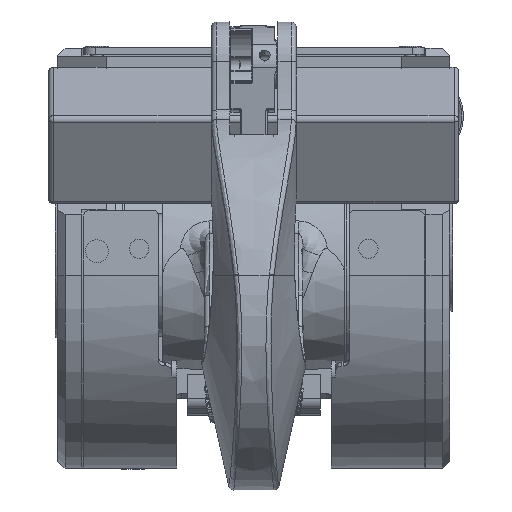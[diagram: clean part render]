
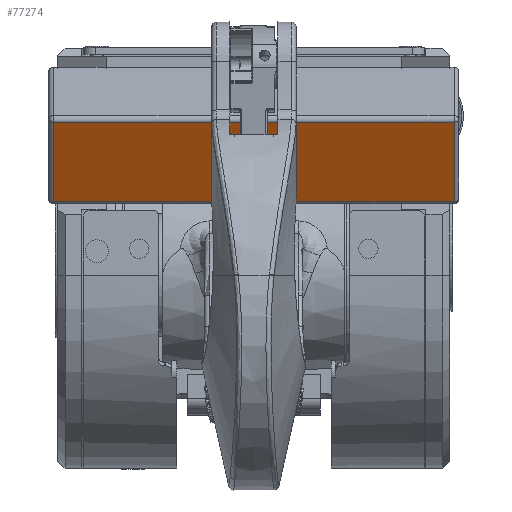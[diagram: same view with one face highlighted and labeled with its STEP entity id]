
A CAD part, front view. The second image highlights one B-rep face of the part: STEP entity #77274.
In plain terms, the highlighted planar face has unit normal (0, -0.866, -0.5).
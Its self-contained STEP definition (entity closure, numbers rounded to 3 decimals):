
#18029=DIRECTION('',(-1.,0.,0.));
#18030=VECTOR('',#18029,0.192);
#18031=CARTESIAN_POINT('',(-10.5,-190.678,64.633));
#18032=LINE('',#18031,#18030);
#18033=DIRECTION('',(0.,-0.5,0.866));
#18034=VECTOR('',#18033,1.342);
#18035=CARTESIAN_POINT('',(-10.5,-190.007,63.471));
#18036=LINE('',#18035,#18034);
#18037=DIRECTION('',(-1.,0.,0.));
#18038=VECTOR('',#18037,21.);
#18039=CARTESIAN_POINT('',(10.5,-190.007,63.471));
#18040=LINE('',#18039,#18038);
#18041=DIRECTION('',(0.,-0.5,0.866));
#18042=VECTOR('',#18041,1.342);
#18043=CARTESIAN_POINT('',(10.5,-190.007,63.471));
#18044=LINE('',#18043,#18042);
#18045=DIRECTION('',(-1.,0.,0.));
#18046=VECTOR('',#18045,0.192);
#18047=CARTESIAN_POINT('',(10.692,-190.678,
64.633));
#18048=LINE('',#18047,#18046);
#18049=CARTESIAN_POINT('',(10.692,-190.678,
64.633));
#18050=CARTESIAN_POINT('',(10.792,-190.763,
64.781));
#18051=CARTESIAN_POINT('',(10.957,-190.878,
64.979));
#18052=CARTESIAN_POINT('',(11.234,-190.981,
65.158));
#18053=CARTESIAN_POINT('',(11.401,-191.007,
65.203));
#18054=CARTESIAN_POINT('',(11.5,-191.007,65.203));
#18056=DIRECTION('',(1.,0.,0.));
#18057=VECTOR('',#18056,2.);
#18058=CARTESIAN_POINT('',(11.5,-191.007,65.203));
#18059=LINE('',#18058,#18057);
#18060=DIRECTION('',(0.,-0.5,0.866));
#18061=VECTOR('',#18060,2.);
#18062=CARTESIAN_POINT('',(13.5,-190.007,63.471));
#18063=LINE('',#18062,#18061);
#18064=DIRECTION('',(-1.,0.,0.));
#18065=VECTOR('',#18064,69.5);
#18066=CARTESIAN_POINT('',(83.,-190.007,63.471));
#18067=LINE('',#18066,#18065);
#18068=DIRECTION('',(0.,-0.5,0.866));
#18069=VECTOR('',#18068,38.);
#18070=CARTESIAN_POINT('',(83.,-171.007,30.562));
#18071=LINE('',#18070,#18069);
#18072=DIRECTION('',(1.,0.,0.));
#18073=VECTOR('',#18072,166.);
#18074=CARTESIAN_POINT('',(-83.,-171.007,30.562));
#18075=LINE('',#18074,#18073);
#18076=DIRECTION('',(0.,0.5,-0.866));
#18077=VECTOR('',#18076,38.);
#18078=CARTESIAN_POINT('',(-83.,-190.007,63.471));
#18079=LINE('',#18078,#18077);
#18080=DIRECTION('',(-1.,0.,0.));
#18081=VECTOR('',#18080,69.5);
#18082=CARTESIAN_POINT('',(-13.5,-190.007,63.471));
#18083=LINE('',#18082,#18081);
#18084=DIRECTION('',(0.,-0.5,0.866));
#18085=VECTOR('',#18084,2.);
#18086=CARTESIAN_POINT('',(-13.5,-190.007,63.471));
#18087=LINE('',#18086,#18085);
#18088=DIRECTION('',(1.,0.,0.));
#18089=VECTOR('',#18088,2.);
#18090=CARTESIAN_POINT('',(-13.5,-191.007,65.203));
#18091=LINE('',#18090,#18089);
#18092=CARTESIAN_POINT('',(-10.692,-190.678,
64.633));
#18093=CARTESIAN_POINT('',(-10.792,-190.763,
64.781));
#18094=CARTESIAN_POINT('',(-10.957,-190.878,
64.979));
#18095=CARTESIAN_POINT('',(-11.234,-190.981,
65.158));
#18096=CARTESIAN_POINT('',(-11.401,-191.007,
65.203));
#18097=CARTESIAN_POINT('',(-11.5,-191.007,65.203));
#43060=CARTESIAN_POINT('',(83.,-190.007,63.471));
#43061=CARTESIAN_POINT('',(13.5,-190.007,63.471));
#43062=VERTEX_POINT('',#43060);
#43063=VERTEX_POINT('',#43061);
#43064=CARTESIAN_POINT('',(-13.5,-190.007,63.471));
#43065=CARTESIAN_POINT('',(-83.,-190.007,63.471));
#43066=VERTEX_POINT('',#43064);
#43067=VERTEX_POINT('',#43065);
#43076=CARTESIAN_POINT('',(-83.,-171.007,30.562));
#43077=VERTEX_POINT('',#43076);
#43096=CARTESIAN_POINT('',(83.,-171.007,30.562));
#43097=VERTEX_POINT('',#43096);
#43124=CARTESIAN_POINT('',(-13.5,-191.007,65.203));
#43125=VERTEX_POINT('',#43124);
#43126=CARTESIAN_POINT('',(13.5,-191.007,65.203));
#43127=VERTEX_POINT('',#43126);
#43132=CARTESIAN_POINT('',(10.5,-190.007,63.471));
#43133=CARTESIAN_POINT('',(-10.5,-190.007,63.471));
#43134=VERTEX_POINT('',#43132);
#43135=VERTEX_POINT('',#43133);
#43144=CARTESIAN_POINT('',(-10.5,-190.678,64.633));
#43145=VERTEX_POINT('',#43144);
#43146=CARTESIAN_POINT('',(-10.692,-190.678,
64.633));
#43147=VERTEX_POINT('',#43146);
#43148=CARTESIAN_POINT('',(10.5,-190.678,64.633));
#43150=VERTEX_POINT('',#43148);
#43154=CARTESIAN_POINT('',(10.692,-190.678,
64.633));
#43155=VERTEX_POINT('',#43154);
#43156=VERTEX_POINT('',#18097);
#43157=VERTEX_POINT('',#18054);
#77237=CARTESIAN_POINT('',(0.,-180.507,47.017));
#77238=DIRECTION('',(0.,0.866,0.5));
#77239=DIRECTION('',(0.,0.5,-0.866));
#77240=AXIS2_PLACEMENT_3D('',#77237,#77238,#77239);
#77241=PLANE('',#77240);
#77243=ORIENTED_EDGE('',*,*,#77242,.F.);
#77245=ORIENTED_EDGE('',*,*,#77244,.F.);
#77247=ORIENTED_EDGE('',*,*,#77246,.F.);
#77249=ORIENTED_EDGE('',*,*,#77248,.T.);
#77251=ORIENTED_EDGE('',*,*,#77250,.F.);
#77253=ORIENTED_EDGE('',*,*,#77252,.T.);
#77255=ORIENTED_EDGE('',*,*,#77254,.T.);
#77257=ORIENTED_EDGE('',*,*,#77256,.F.);
#77259=ORIENTED_EDGE('',*,*,#77258,.F.);
#77261=ORIENTED_EDGE('',*,*,#77260,.F.);
#77263=ORIENTED_EDGE('',*,*,#77262,.F.);
#77264=ORIENTED_EDGE('',*,*,#77203,.F.);
#77265=ORIENTED_EDGE('',*,*,#77228,.F.);
#77267=ORIENTED_EDGE('',*,*,#77266,.T.);
#77269=ORIENTED_EDGE('',*,*,#77268,.T.);
#77271=ORIENTED_EDGE('',*,*,#77270,.F.);
#77272=EDGE_LOOP('',(#77243,#77245,#77247,#77249,#77251,#77253,#77255,#77257,
#77259,#77261,#77263,#77264,#77265,#77267,#77269,#77271));
#77273=FACE_OUTER_BOUND('',#77272,.F.);
#18055=B_SPLINE_CURVE_WITH_KNOTS('',3,(#18049,#18050,#18051,#18052,#18053,
#18054),.UNSPECIFIED.,.F.,.F.,(4,1,1,4),(0.,0.5,0.75,1.),.UNSPECIFIED.);
#18098=B_SPLINE_CURVE_WITH_KNOTS('',3,(#18092,#18093,#18094,#18095,#18096,
#18097),.UNSPECIFIED.,.F.,.F.,(4,1,1,4),(0.,0.5,0.75,1.),.UNSPECIFIED.);
#77203=EDGE_CURVE('',#43067,#43077,#18079,.T.);
#77228=EDGE_CURVE('',#43066,#43067,#18083,.T.);
#77242=EDGE_CURVE('',#43145,#43147,#18032,.T.);
#77244=EDGE_CURVE('',#43135,#43145,#18036,.T.);
#77246=EDGE_CURVE('',#43134,#43135,#18040,.T.);
#77248=EDGE_CURVE('',#43134,#43150,#18044,.T.);
#77250=EDGE_CURVE('',#43155,#43150,#18048,.T.);
#77252=EDGE_CURVE('',#43155,#43157,#18055,.T.);
#77254=EDGE_CURVE('',#43157,#43127,#18059,.T.);
#77256=EDGE_CURVE('',#43063,#43127,#18063,.T.);
#77258=EDGE_CURVE('',#43062,#43063,#18067,.T.);
#77260=EDGE_CURVE('',#43097,#43062,#18071,.T.);
#77262=EDGE_CURVE('',#43077,#43097,#18075,.T.);
#77266=EDGE_CURVE('',#43066,#43125,#18087,.T.);
#77268=EDGE_CURVE('',#43125,#43156,#18091,.T.);
#77270=EDGE_CURVE('',#43147,#43156,#18098,.T.);
#77274=ADVANCED_FACE('',(#77273),#77241,.F.);
